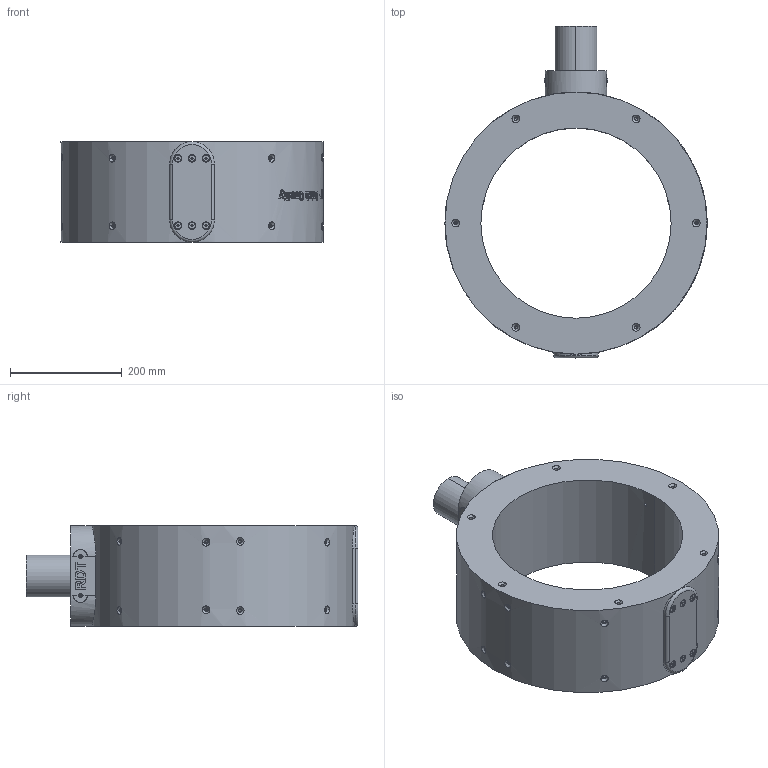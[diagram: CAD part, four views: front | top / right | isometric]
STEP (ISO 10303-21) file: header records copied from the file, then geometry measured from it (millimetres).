
FILE_DESCRIPTION (( 'STEP AP214' ), '1' );
FILE_NAME ('P-341-030-rev-C-ST.STEP', '2022-05-27T14:04:53', ( '' ), ( '' ), 'SwSTEP 2.0', 'SolidWorks 2021', '' );
FILE_SCHEMA (( 'AUTOMOTIVE_DESIGN' ));
Length unit declared in the file: millimetre
Products named in the file (1): P-341-030-rev-C-ST
Bounding box: 470 x 595.04 x 180 mm (x, y, z)
Volume: 15898251.7 mm3; surface area: 687875.3 mm2
Topology: 1 solids, 10 shells, 1163 faces, 2910 edges, 1777 vertices
Faces by surface type: plane 377, cylinder 267, bspline 261, cone 228, torus 22, sphere 8
Entity records: 98942 total; most frequent: CARTESIAN_POINT 67989, ORIENTED_EDGE 5644, DIRECTION 4440, EDGE_CURVE 2822, VERTEX_POINT 1777, AXIS2_PLACEMENT_3D 1656, EDGE_LOOP 1281, FACE_OUTER_BOUND 1163
